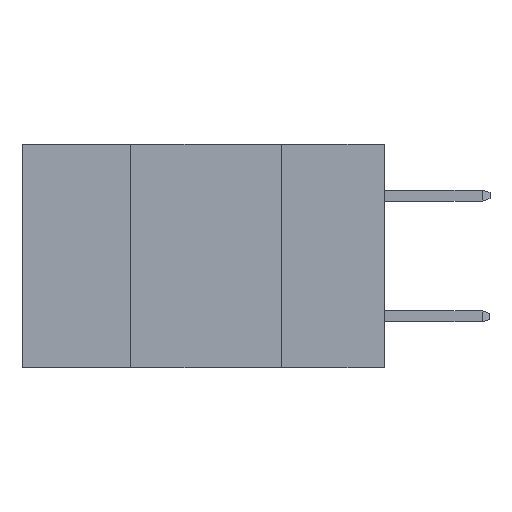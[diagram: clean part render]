
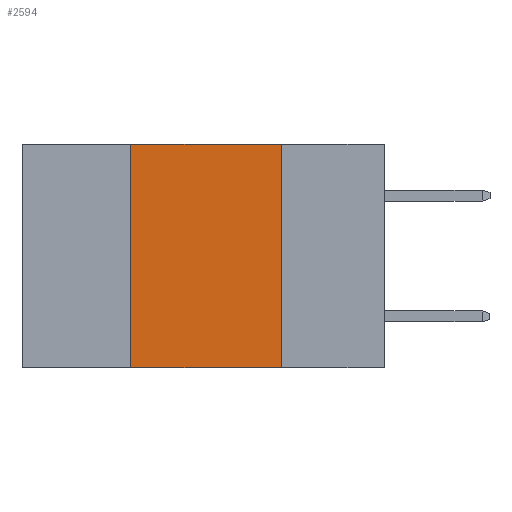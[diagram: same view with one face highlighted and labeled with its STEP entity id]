
A CAD part, left-side view. The second image highlights one B-rep face of the part: STEP entity #2594.
In plain terms, the highlighted planar face has unit normal (-1, 0, 0).
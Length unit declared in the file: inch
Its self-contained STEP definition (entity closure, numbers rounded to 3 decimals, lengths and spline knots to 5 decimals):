
#320 = CARTESIAN_POINT ( 'NONE',  ( 0., 0.42, 0. ) ) ;
#1069 = EDGE_LOOP ( 'NONE', ( #4385, #3924, #7614, #13660 ) ) ;
#1254 = CARTESIAN_POINT ( 'NONE',  ( 0., 0.17, -0.37 ) ) ;
#1520 = CARTESIAN_POINT ( 'NONE',  ( 0., 0.42, -0.37 ) ) ;
#2594 = ADVANCED_FACE ( 'NONE', ( #4506 ), #3977, .F. ) ;
#2608 = LINE ( 'NONE', #17147, #16347 ) ;
#3055 = DIRECTION ( 'NONE',  ( 0., -1., 0. ) ) ;
#3635 = EDGE_CURVE ( 'NONE', #17016, #8904, #2608, .T. ) ;
#3924 = ORIENTED_EDGE ( 'NONE', *, *, #3635, .F. ) ;
#3977 = PLANE ( 'NONE',  #11235 ) ;
#4147 = VERTEX_POINT ( 'NONE', #1254 ) ;
#4272 = LINE ( 'NONE', #4455, #10951 ) ;
#4385 = ORIENTED_EDGE ( 'NONE', *, *, #9602, .F. ) ;
#4455 = CARTESIAN_POINT ( 'NONE',  ( 0., 0.6, -0.37 ) ) ;
#4506 = FACE_OUTER_BOUND ( 'NONE', #1069, .T. ) ;
#5940 = DIRECTION ( 'NONE',  ( 0., 0., -1. ) ) ;
#6518 = EDGE_CURVE ( 'NONE', #7781, #4147, #4272, .T. ) ;
#7176 = DIRECTION ( 'NONE',  ( 0., 0., 1. ) ) ;
#7614 = ORIENTED_EDGE ( 'NONE', *, *, #16571, .F. ) ;
#7781 = VERTEX_POINT ( 'NONE', #1520 ) ;
#8185 = CARTESIAN_POINT ( 'NONE',  ( 0., 0.17, 0. ) ) ;
#8904 = VERTEX_POINT ( 'NONE', #8185 ) ;
#9394 = VECTOR ( 'NONE', #5940, 39.37008 ) ;
#9602 = EDGE_CURVE ( 'NONE', #8904, #4147, #12029, .T. ) ;
#10561 = CARTESIAN_POINT ( 'NONE',  ( 0., 0.42, 0. ) ) ;
#10845 = DIRECTION ( 'NONE',  ( 0., 0., -1. ) ) ;
#10951 = VECTOR ( 'NONE', #3055, 39.37008 ) ;
#11235 = AXIS2_PLACEMENT_3D ( 'NONE', #16489, #11816, #10845 ) ;
#11816 = DIRECTION ( 'NONE',  ( 1., 0., 0. ) ) ;
#12029 = LINE ( 'NONE', #13722, #9394 ) ;
#12958 = VECTOR ( 'NONE', #7176, 39.37008 ) ;
#13660 = ORIENTED_EDGE ( 'NONE', *, *, #6518, .T. ) ;
#13722 = CARTESIAN_POINT ( 'NONE',  ( 0., 0.17, 0. ) ) ;
#16347 = VECTOR ( 'NONE', #17054, 39.37008 ) ;
#16489 = CARTESIAN_POINT ( 'NONE',  ( 0., 0.6, 0. ) ) ;
#16571 = EDGE_CURVE ( 'NONE', #7781, #17016, #16885, .T. ) ;
#16885 = LINE ( 'NONE', #320, #12958 ) ;
#17016 = VERTEX_POINT ( 'NONE', #10561 ) ;
#17054 = DIRECTION ( 'NONE',  ( 0., -1., 0. ) ) ;
#17147 = CARTESIAN_POINT ( 'NONE',  ( 0., 0.6, 0. ) ) ;
